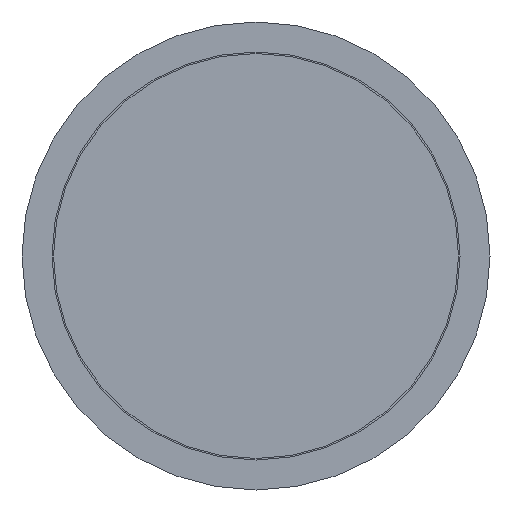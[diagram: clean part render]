
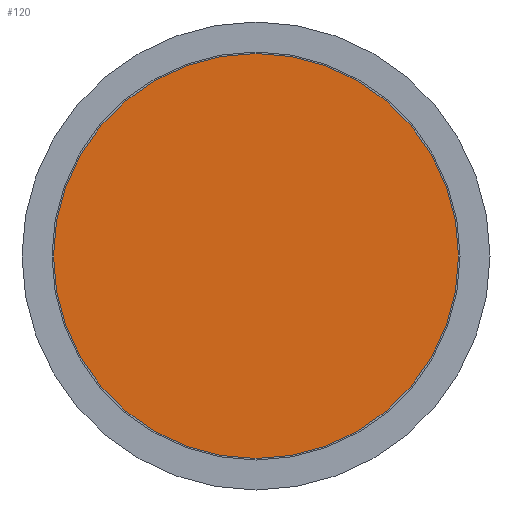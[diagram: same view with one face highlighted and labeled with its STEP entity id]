
A CAD part, front view. The second image highlights one B-rep face of the part: STEP entity #120.
In plain terms, the highlighted planar face has unit normal (0, -1, 0).
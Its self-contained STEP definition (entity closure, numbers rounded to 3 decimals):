
#7 = FACE_OUTER_BOUND ( 'NONE', #368, .T. ) ;
#37 = ORIENTED_EDGE ( 'NONE', *, *, #313, .T. ) ;
#120 = ADVANCED_FACE ( 'NONE', ( #7 ), #256, .F. ) ;
#129 = VERTEX_POINT ( 'NONE', #432 ) ;
#137 = DIRECTION ( 'NONE',  ( 0., 0., 1. ) ) ;
#171 = AXIS2_PLACEMENT_3D ( 'NONE', #516, #430, #137 ) ;
#184 = DIRECTION ( 'NONE',  ( 0., -1., 0. ) ) ;
#256 = PLANE ( 'NONE',  #171 ) ;
#313 = EDGE_CURVE ( 'NONE', #129, #129, #373, .T. ) ;
#354 = CARTESIAN_POINT ( 'NONE',  ( 0., 0., 0. ) ) ;
#368 = EDGE_LOOP ( 'NONE', ( #37 ) ) ;
#373 = CIRCLE ( 'NONE', #493, 33.75 ) ;
#430 = DIRECTION ( 'NONE',  ( 0., 1., 0. ) ) ;
#432 = CARTESIAN_POINT ( 'NONE',  ( 0., 0., -33.75 ) ) ;
#493 = AXIS2_PLACEMENT_3D ( 'NONE', #354, #184, #525 ) ;
#516 = CARTESIAN_POINT ( 'NONE',  ( -33.75, 0., 0. ) ) ;
#525 = DIRECTION ( 'NONE',  ( 0., 0., -1. ) ) ;
